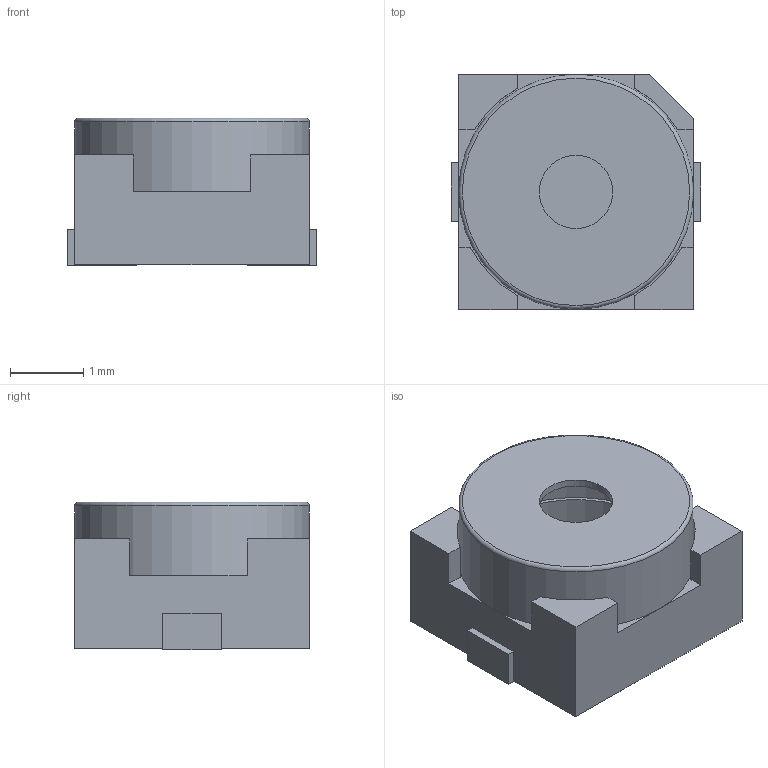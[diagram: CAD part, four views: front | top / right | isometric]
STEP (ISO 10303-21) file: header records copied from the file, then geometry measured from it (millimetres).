
FILE_DESCRIPTION(/* description */ (''),/* implementation_level */ '2;1');
FILE_NAME(/* name */ 'SMT-0340-T-R.stp',/* time_stamp */ '2020-03-10T08:52:59-04:00',/* author */ ('VanDenBroek'),/* organization */ (''),/* preprocessor_version */ 'ST-DEVELOPER v16.1',/* originating_system */ 'Autodesk Inventor 2016',/* authorisation */ '');
FILE_SCHEMA (('AUTOMOTIVE_DESIGN { 1 0 10303 214 3 1 1 }'));
Length unit declared in the file: millimetre
Products named in the file (3): Lower Housing; Upper Housing; SMT-0340-T-R
Assembly tree (2 placements, depth 2):
  SMT-0340-T-R
    Lower Housing
    Upper Housing
Bounding box: 3.4 x 3.2 x 2.01 mm (x, y, z)
Volume: 8.7 mm3; surface area: 77.6 mm2
Topology: 2 solids, 2 shells, 64 faces, 174 edges, 116 vertices
Faces by surface type: plane 53, cylinder 10, torus 1
Full cylindrical faces by diameter (mm): 1 x1, 2.9 x1, 3 x1, 3.2 x1
Entity records: 2104 total; most frequent: CARTESIAN_POINT 350, ORIENTED_EDGE 334, DIRECTION 333, EDGE_CURVE 167, LINE 139, VECTOR 139, VERTEX_POINT 114, AXIS2_PLACEMENT_3D 97
